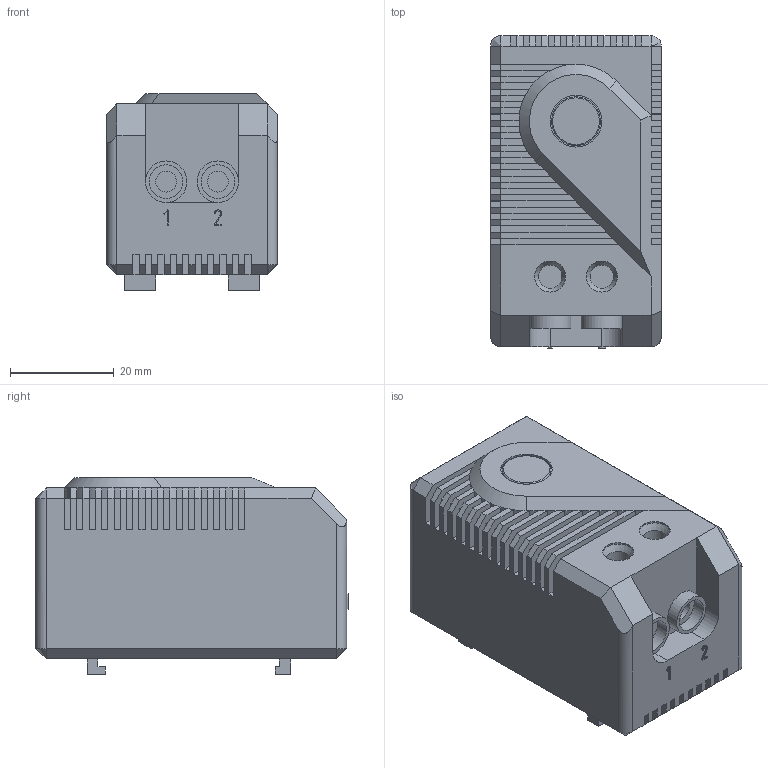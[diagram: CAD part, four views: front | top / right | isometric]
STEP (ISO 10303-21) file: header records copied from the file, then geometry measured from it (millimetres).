
FILE_DESCRIPTION(/* description */ (''),/* implementation_level */ '2;1');
FILE_NAME(/* name */ 'KTO011_KTS011_2012_11.stp',/* time_stamp */ '2017-08-25T07:48:09+02:00',/* author */ ('mblecker'),/* organization */ (''),/* preprocessor_version */ 'ST-DEVELOPER v15.6',/* originating_system */ 'Autodesk Inventor 2015',/* authorisation */ '');
FILE_SCHEMA (('CONFIG_CONTROL_DESIGN'));
Length unit declared in the file: millimetre
Products named in the file (1): KTO011_KTS011_2012_11
Bounding box: 33 x 60.3 x 38 mm (x, y, z)
Volume: 61502.4 mm3; surface area: 13501.4 mm2
Topology: 1 solids, 1 shells, 468 faces, 1267 edges, 809 vertices
Faces by surface type: plane 408, cylinder 26, bspline 25, cone 8, torus 1
Full cylindrical faces by diameter (mm): 4 x2, 4.5 x2, 6 x2, 6.5 x2, 9.4 x1, 10 x1
Entity records: 14748 total; most frequent: CARTESIAN_POINT 3195, ORIENTED_EDGE 2496, DIRECTION 2149, EDGE_CURVE 1248, LINE 1137, VECTOR 1137, VERTEX_POINT 809, AXIS2_PLACEMENT_3D 506
